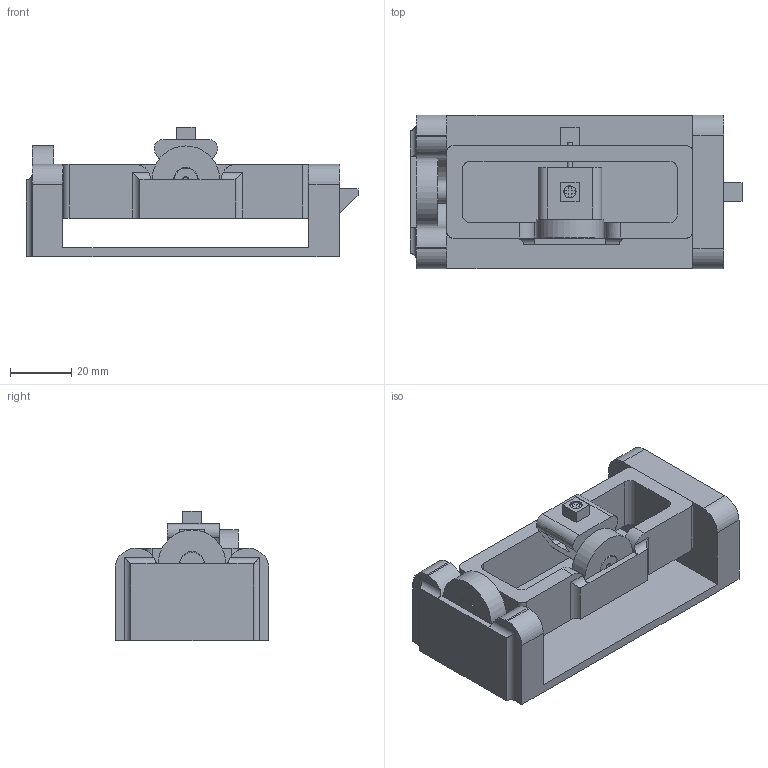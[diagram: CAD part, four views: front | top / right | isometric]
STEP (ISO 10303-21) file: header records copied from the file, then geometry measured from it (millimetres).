
FILE_DESCRIPTION(/* description */ (''),/* implementation_level */ '2;1');
FILE_NAME(/* name */ 'Joystick Gimbal v1.step',/* time_stamp */ '2022-02-20T17:39:47-03:00',/* author */ (''),/* organization */ (''),/* preprocessor_version */ 'ST-DEVELOPER v18.1',/* originating_system */ 'Autodesk Translation Framework v10.13.0.1454',/* authorisation */ '');
FILE_SCHEMA (('AUTOMOTIVE_DESIGN { 1 0 10303 214 3 1 1 }'));
Length unit declared in the file: millimetre
Products named in the file (5): Joystick; fixed; X Axis; Y Axis; Potentiometer
Assembly tree (4 placements, depth 2):
  Joystick
    fixed
    X Axis
    Y Axis
    Potentiometer
Bounding box: 108 x 50 x 42.18 mm (x, y, z)
Volume: 65415.3 mm3; surface area: 31645.3 mm2
Topology: 7 solids, 7 shells, 140 faces, 345 edges, 222 vertices
Faces by surface type: plane 89, cylinder 47, sphere 4
Full cylindrical faces by diameter (mm): 1.75 x1, 2 x3, 4 x1, 7.5 x1, 8 x2, 22 x2
Entity records: 4311 total; most frequent: CARTESIAN_POINT 752, DIRECTION 731, ORIENTED_EDGE 690, EDGE_CURVE 345, LINE 249, VECTOR 249, AXIS2_PLACEMENT_3D 241, VERTEX_POINT 222
